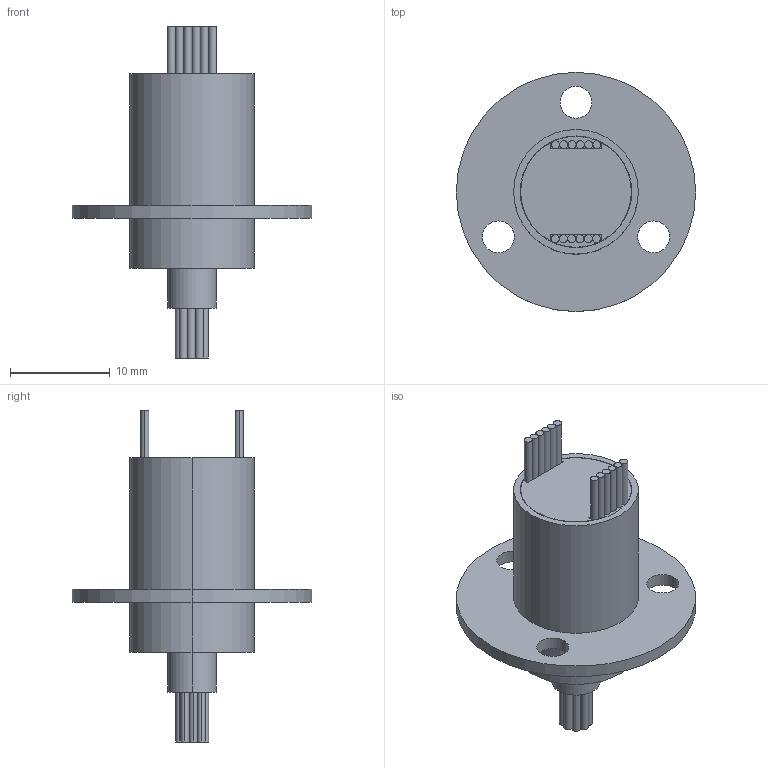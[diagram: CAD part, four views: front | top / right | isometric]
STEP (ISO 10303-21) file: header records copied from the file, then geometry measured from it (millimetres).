
FILE_DESCRIPTION (( 'STEP AP203' ), '1' );
FILE_NAME ('MMC195.STEP', '2020-07-10T07:22:19', ( '微软用户' ), ( '微软中国' ), 'SwSTEP 2.0', 'SolidWorks 2014', '' );
FILE_SCHEMA (( 'CONFIG_CONTROL_DESIGN' ));
Length unit declared in the file: millimetre
Products named in the file (1): MMC195
Bounding box: 24 x 24 x 33.3 mm (x, y, z)
Volume: 2919.1 mm3; surface area: 2200.5 mm2
Topology: 1 solids, 1 shells, 113 faces, 242 edges, 160 vertices
Faces by surface type: cylinder 70, plane 43
Entity records: 3225 total; most frequent: DIRECTION 622, CARTESIAN_POINT 516, ORIENTED_EDGE 484, AXIS2_PLACEMENT_3D 266, EDGE_CURVE 242, VERTEX_POINT 160, CIRCLE 152, EDGE_LOOP 148
